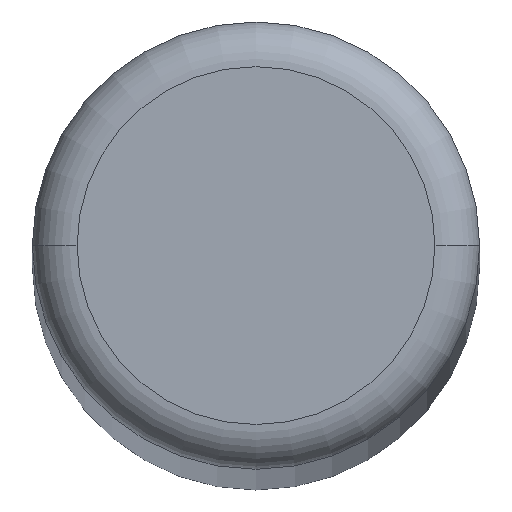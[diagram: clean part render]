
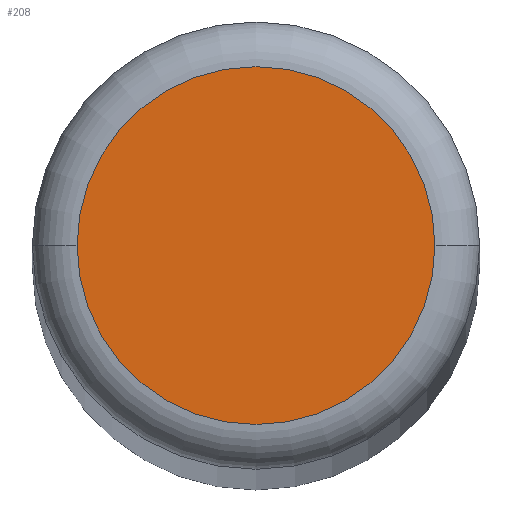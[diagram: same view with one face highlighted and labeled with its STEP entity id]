
A CAD part, top view. The second image highlights one B-rep face of the part: STEP entity #208.
In plain terms, the highlighted planar face has unit normal (0, 0, 1).
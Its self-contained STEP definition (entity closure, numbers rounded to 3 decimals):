
#1 = ORIENTED_EDGE ( 'NONE', *, *, #209, .T. ) ;
#7 = CARTESIAN_POINT ( 'NONE',  ( 0., 0., 40. ) ) ;
#8 = PLANE ( 'NONE',  #39 ) ;
#13 = VERTEX_POINT ( 'NONE', #178 ) ;
#23 = FACE_OUTER_BOUND ( 'NONE', #103, .T. ) ;
#39 = AXIS2_PLACEMENT_3D ( 'NONE', #151, #167, #201 ) ;
#73 = CIRCLE ( 'NONE', #169, 1.2 ) ;
#88 = ORIENTED_EDGE ( 'NONE', *, *, #195, .T. ) ;
#99 = DIRECTION ( 'NONE',  ( 0., 0., 1. ) ) ;
#103 = EDGE_LOOP ( 'NONE', ( #88, #1 ) ) ;
#115 = DIRECTION ( 'NONE',  ( 0., 0., 1. ) ) ;
#134 = CARTESIAN_POINT ( 'NONE',  ( 0., 0., 40. ) ) ;
#138 = VERTEX_POINT ( 'NONE', #187 ) ;
#151 = CARTESIAN_POINT ( 'NONE',  ( 0., 0., 40. ) ) ;
#167 = DIRECTION ( 'NONE',  ( 0., 0., 1. ) ) ;
#169 = AXIS2_PLACEMENT_3D ( 'NONE', #134, #115, #203 ) ;
#171 = CIRCLE ( 'NONE', #181, 1.2 ) ;
#178 = CARTESIAN_POINT ( 'NONE',  ( -1.2, 0., 40. ) ) ;
#181 = AXIS2_PLACEMENT_3D ( 'NONE', #7, #99, #188 ) ;
#187 = CARTESIAN_POINT ( 'NONE',  ( 1.2, 0., 40. ) ) ;
#188 = DIRECTION ( 'NONE',  ( 1., 0., 0. ) ) ;
#195 = EDGE_CURVE ( 'NONE', #138, #13, #73, .T. ) ;
#201 = DIRECTION ( 'NONE',  ( 1., 0., 0. ) ) ;
#203 = DIRECTION ( 'NONE',  ( 1., 0., 0. ) ) ;
#208 = ADVANCED_FACE ( 'NONE', ( #23 ), #8, .T. ) ;
#209 = EDGE_CURVE ( 'NONE', #13, #138, #171, .T. ) ;
